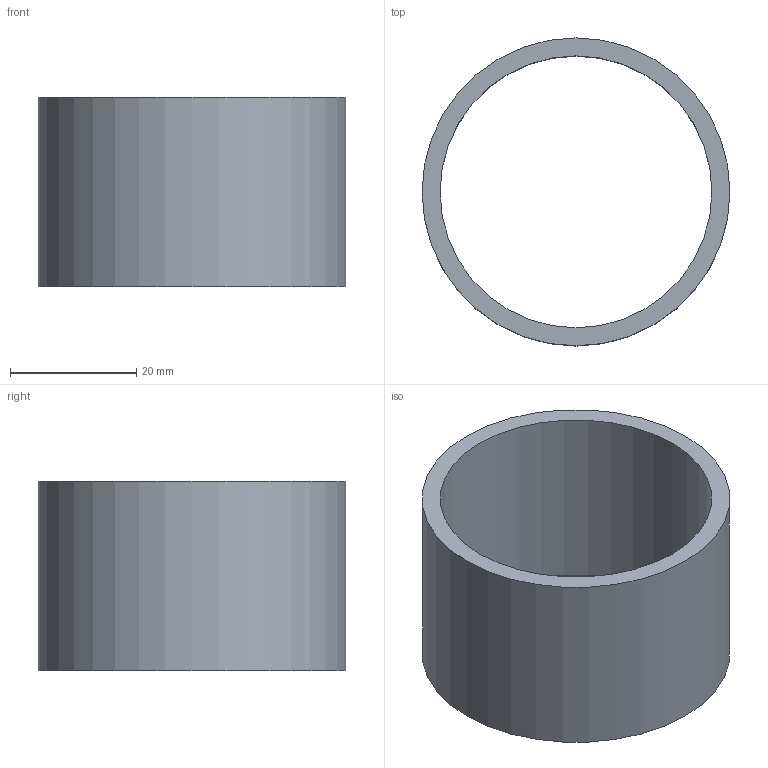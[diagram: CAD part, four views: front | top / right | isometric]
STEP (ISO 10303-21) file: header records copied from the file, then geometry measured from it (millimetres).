
FILE_DESCRIPTION(/* description */ (''),/* implementation_level */ '2;1');
FILE_NAME(/* name */ '30mm Spacer - PVC 40mm Pressure Pipe Spacer.step',/* time_stamp */ '2020-10-28T15:37:54+11:00',/* author */ (''),/* organization */ (''),/* preprocessor_version */ 'ST-DEVELOPER v18.1',/* originating_system */ 'Autodesk Translation Framework v9.3.0.1241',/* authorisation */ '');
FILE_SCHEMA (('AUTOMOTIVE_DESIGN { 1 0 10303 214 3 1 1 }'));
Length unit declared in the file: millimetre
Products named in the file (2): 30mm Spacer - PVC 40mm Pressure Pipe Spacer; PVC 40mm Pressure Pipe Spacer
Assembly tree (1 placements, depth 2):
  30mm Spacer - PVC 40mm Pressure Pipe Spacer
    PVC 40mm Pressure Pipe Spacer
Bounding box: 48.7 x 48.7 x 30 mm (x, y, z)
Volume: 12315.6 mm3; surface area: 9463.6 mm2
Topology: 1 solids, 1 shells, 4 faces, 6 edges, 4 vertices
Faces by surface type: cylinder 2, plane 2
Full cylindrical faces by diameter (mm): 43 x1, 48.7 x1
Entity records: 167 total; most frequent: DIRECTION 26, CARTESIAN_POINT 18, ORIENTED_EDGE 12, AXIS2_PLACEMENT_3D 12, EDGE_LOOP 6, EDGE_CURVE 6, FACE_OUTER_BOUND 4, CIRCLE 4
